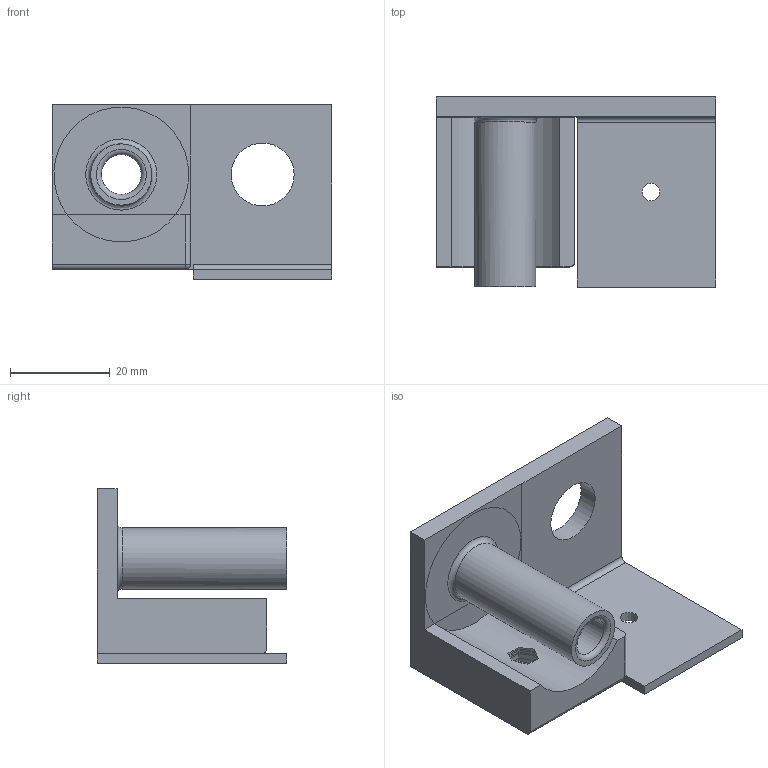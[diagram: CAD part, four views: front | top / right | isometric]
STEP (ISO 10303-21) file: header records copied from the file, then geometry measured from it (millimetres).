
FILE_DESCRIPTION(('FreeCAD Model'),'2;1');
FILE_NAME('FerrietHouder.step', '2020-05-26T08:34:54',('Author'),(''), 'Open CASCADE STEP processor 7.3','FreeCAD','Unknown');
FILE_SCHEMA(('AUTOMOTIVE_DESIGN { 1 0 10303 214 1 1 1 1 }'));
Length unit declared in the file: millimetre
Products named in the file (1): FerrietHouder
Bounding box: 56 x 38 x 35 mm (x, y, z)
Volume: 17588.2 mm3; surface area: 11052.3 mm2
Topology: 1 solids, 1 shells, 75 faces, 199 edges, 127 vertices
Faces by surface type: plane 55, cylinder 10, cone 6, torus 2, bspline 1, sphere 1
Full cylindrical faces by diameter (mm): 3.5 x2, 8 x1, 12.26 x1, 12.6 x1
Entity records: 6046 total; most frequent: CARTESIAN_POINT 1956, DIRECTION 526, ORIENTED_EDGE 396, PCURVE 396, DEFINITIONAL_REPRESENTATION 396, LINE 282, VECTOR 282, B_SPLINE_CURVE_WITH_KNOTS 240
